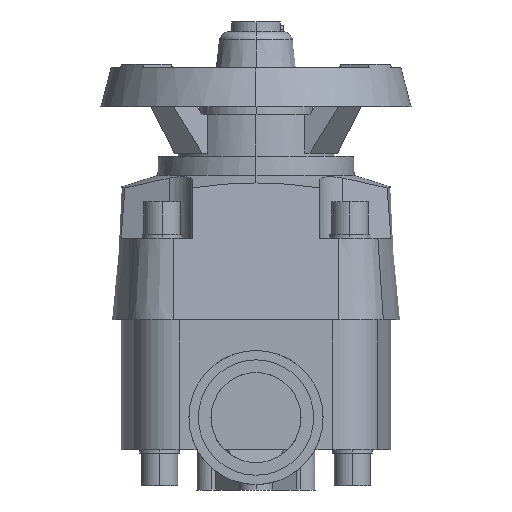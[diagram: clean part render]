
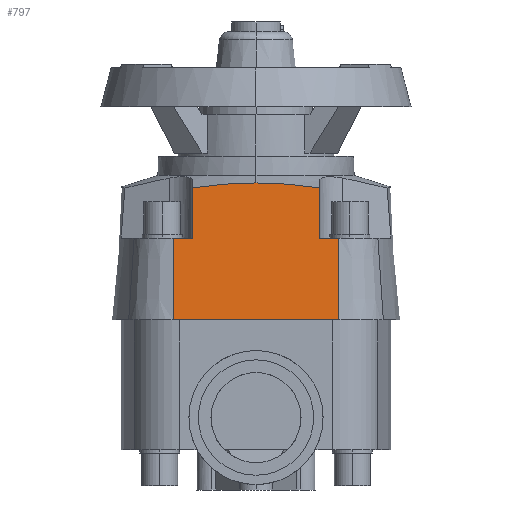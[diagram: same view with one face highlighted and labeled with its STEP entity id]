
A CAD part, left-side view. The second image highlights one B-rep face of the part: STEP entity #797.
In plain terms, the highlighted planar face has unit normal (-0.998, 0, 0.07).
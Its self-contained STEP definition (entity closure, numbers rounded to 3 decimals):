
#797=ADVANCED_FACE('',(#1638),#1639,.T.);
#1638=FACE_OUTER_BOUND('',#2494,.T.);
#1639=PLANE('',#2495);
#2494=EDGE_LOOP('',(#4821,#4822,#4823,#4824,#4825,#4826,#4827,#4828,#4829));
#2495=AXIS2_PLACEMENT_3D('',#4830,#4831,#4832);
#4821=ORIENTED_EDGE('',*,*,#5928,.T.);
#4822=ORIENTED_EDGE('',*,*,#5072,.T.);
#4823=ORIENTED_EDGE('',*,*,#5926,.T.);
#4824=ORIENTED_EDGE('',*,*,#5954,.T.);
#4825=ORIENTED_EDGE('',*,*,#5942,.T.);
#4826=ORIENTED_EDGE('',*,*,#5957,.F.);
#4827=ORIENTED_EDGE('',*,*,#5800,.T.);
#4828=ORIENTED_EDGE('',*,*,#5977,.T.);
#4829=ORIENTED_EDGE('',*,*,#5938,.T.);
#4830=CARTESIAN_POINT('',(-36.5,-23.003,27.085));
#4831=DIRECTION('',(-0.998,0.0,0.07));
#4832=DIRECTION('',(0.0,-1.0,0.0));
#5072=EDGE_CURVE('',#6062,#6060,#6063,.T.);
#5800=EDGE_CURVE('',#7175,#7173,#7176,.T.);
#5926=EDGE_CURVE('',#6060,#7324,#7326,.T.);
#5928=EDGE_CURVE('',#7328,#6062,#7329,.T.);
#5938=EDGE_CURVE('',#7342,#7328,#7343,.T.);
#5942=EDGE_CURVE('',#7348,#7349,#7350,.T.);
#5954=EDGE_CURVE('',#7324,#7348,#7366,.T.);
#5957=EDGE_CURVE('',#7175,#7349,#7369,.T.);
#5977=EDGE_CURVE('',#7173,#7342,#7393,.T.);
#6060=VERTEX_POINT('',#7545);
#6062=VERTEX_POINT('',#7548);
#6063=(B_SPLINE_CURVE(2,(#7550,#7551,#7552),.UNSPECIFIED.,.F.,.F.)B_SPLINE_CURVE_WITH_KNOTS((3,3),(0.0,153.686),.UNSPECIFIED.)RATIONAL_B_SPLINE_CURVE((1.0,2.484,1.0))BOUNDED_CURVE()REPRESENTATION_ITEM('')GEOMETRIC_REPRESENTATION_ITEM()CURVE());
#7173=VERTEX_POINT('',#9238);
#7175=VERTEX_POINT('',#9240);
#7176=LINE('',#9241,#9242);
#7324=VERTEX_POINT('',#9507);
#7326=(B_SPLINE_CURVE(2,(#9519,#9520,#9521),.UNSPECIFIED.,.F.,.F.)B_SPLINE_CURVE_WITH_KNOTS((3,3),(0.0,153.686),.UNSPECIFIED.)RATIONAL_B_SPLINE_CURVE((1.0,2.484,1.0))BOUNDED_CURVE()REPRESENTATION_ITEM('')GEOMETRIC_REPRESENTATION_ITEM()CURVE());
#7328=VERTEX_POINT('',#9529);
#7329=LINE('',#9530,#9531);
#7342=VERTEX_POINT('',#9557);
#7343=LINE('',#9558,#9559);
#7348=VERTEX_POINT('',#9564);
#7349=VERTEX_POINT('',#9565);
#7350=LINE('',#9566,#9567);
#7366=LINE('',#9596,#9597);
#7369=LINE('',#9601,#9602);
#7393=LINE('',#9642,#9643);
#7545=CARTESIAN_POINT('',(-33.844,0.,65.07));
#7548=CARTESIAN_POINT('',(-33.938,-17.5,63.72));
#7550=CARTESIAN_POINT('',(-34.913,-75.3,49.784));
#7551=CARTESIAN_POINT('',(-33.414,0.0,71.223));
#7552=CARTESIAN_POINT('',(-34.913,75.3,49.784));
#9238=CARTESIAN_POINT('',(-36.5,-23.003,27.085));
#9240=CARTESIAN_POINT('',(-36.5,23.003,27.085));
#9241=CARTESIAN_POINT('',(-36.5,23.003,27.085));
#9242=VECTOR('',#10808,1.0);
#9507=CARTESIAN_POINT('',(-33.938,17.5,63.72));
#9519=CARTESIAN_POINT('',(-34.913,-75.3,49.784));
#9520=CARTESIAN_POINT('',(-33.414,0.0,71.223));
#9521=CARTESIAN_POINT('',(-34.913,75.3,49.784));
#9529=CARTESIAN_POINT('',(-34.913,-17.5,49.784));
#9530=CARTESIAN_POINT('',(-34.119,-17.5,61.141));
#9531=VECTOR('',#10988,1.0);
#9557=CARTESIAN_POINT('',(-34.913,-23.003,49.784));
#9558=CARTESIAN_POINT('',(-34.913,-26.532,49.784));
#9559=VECTOR('',#10996,1.0);
#9564=CARTESIAN_POINT('',(-34.913,17.5,49.784));
#9565=CARTESIAN_POINT('',(-34.913,23.003,49.784));
#9566=CARTESIAN_POINT('',(-34.913,3.529,49.784));
#9567=VECTOR('',#11003,1.0);
#9596=CARTESIAN_POINT('',(-35.698,17.5,38.552));
#9597=VECTOR('',#11017,1.0);
#9601=CARTESIAN_POINT('',(-36.5,23.003,27.085));
#9602=VECTOR('',#11019,1.0);
#9642=CARTESIAN_POINT('',(-36.5,-23.003,27.085));
#9643=VECTOR('',#11036,1.0);
#10808=DIRECTION('',(0.0,-1.0,0.0));
#10988=DIRECTION('',(0.07,-0.0,0.998));
#10996=DIRECTION('',(0.0,1.0,0.0));
#11003=DIRECTION('',(0.0,1.0,-0.0));
#11017=DIRECTION('',(-0.07,-0.0,-0.998));
#11019=DIRECTION('',(0.07,0.,0.998));
#11036=DIRECTION('',(0.07,0.0,0.998));
